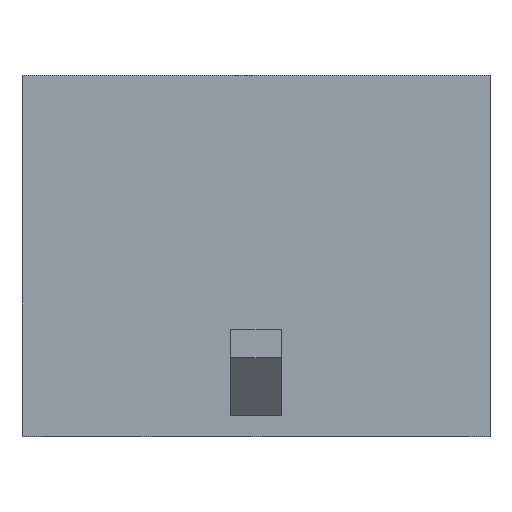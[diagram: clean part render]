
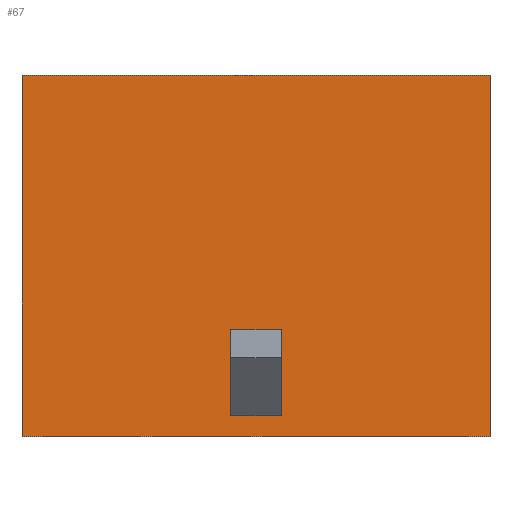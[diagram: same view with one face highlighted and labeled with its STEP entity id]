
A CAD part, top view. The second image highlights one B-rep face of the part: STEP entity #67.
In plain terms, the highlighted planar face has unit normal (0, 0, 1).
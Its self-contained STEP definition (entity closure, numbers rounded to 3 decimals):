
#67=ADVANCED_FACE('',(#232,#233),#234,.T.);
#232=FACE_OUTER_BOUND('',#535,.T.);
#233=FACE_BOUND('',#536,.T.);
#234=PLANE('',#537);
#535=EDGE_LOOP('',(#937,#938,#939,#940));
#536=EDGE_LOOP('',(#941,#942,#943,#944));
#537=AXIS2_PLACEMENT_3D('',#945,#946,#947);
#937=ORIENTED_EDGE('',*,*,#1992,.T.);
#938=ORIENTED_EDGE('',*,*,#1951,.T.);
#939=ORIENTED_EDGE('',*,*,#1993,.T.);
#940=ORIENTED_EDGE('',*,*,#1994,.T.);
#941=ORIENTED_EDGE('',*,*,#1995,.T.);
#942=ORIENTED_EDGE('',*,*,#1996,.T.);
#943=ORIENTED_EDGE('',*,*,#1997,.F.);
#944=ORIENTED_EDGE('',*,*,#1998,.F.);
#945=CARTESIAN_POINT('',(0.0,0.0,3.86));
#946=DIRECTION('',(0.0,0.0,1.0));
#947=DIRECTION('',(1.0,0.0,0.0));
#1951=EDGE_CURVE('',#2323,#2321,#2324,.T.);
#1992=EDGE_CURVE('',#2397,#2323,#2398,.T.);
#1993=EDGE_CURVE('',#2321,#2399,#2400,.T.);
#1994=EDGE_CURVE('',#2399,#2397,#2401,.T.);
#1995=EDGE_CURVE('',#2402,#2403,#2404,.T.);
#1996=EDGE_CURVE('',#2403,#2405,#2406,.T.);
#1997=EDGE_CURVE('',#2407,#2405,#2408,.T.);
#1998=EDGE_CURVE('',#2402,#2407,#2409,.T.);
#2321=VERTEX_POINT('',#2957);
#2323=VERTEX_POINT('',#2960);
#2324=LINE('',#2961,#2962);
#2397=VERTEX_POINT('',#3131);
#2398=LINE('',#3132,#3133);
#2399=VERTEX_POINT('',#3134);
#2400=LINE('',#3135,#3136);
#2401=LINE('',#3137,#3138);
#2402=VERTEX_POINT('',#3139);
#2403=VERTEX_POINT('',#3140);
#2404=LINE('',#3141,#3142);
#2405=VERTEX_POINT('',#3143);
#2406=LINE('',#3144,#3145);
#2407=VERTEX_POINT('',#3146);
#2408=LINE('',#3147,#3148);
#2409=LINE('',#3149,#3150);
#2957=CARTESIAN_POINT('',(6.425,-4.955,3.86));
#2960=CARTESIAN_POINT('',(-6.425,-4.955,3.86));
#2961=CARTESIAN_POINT('',(-6.425,-4.955,3.86));
#2962=VECTOR('',#3851,1.0);
#3131=CARTESIAN_POINT('',(-6.425,4.955,3.86));
#3132=CARTESIAN_POINT('',(-6.425,4.955,3.86));
#3133=VECTOR('',#3896,1.0);
#3134=CARTESIAN_POINT('',(6.425,4.955,3.86));
#3135=CARTESIAN_POINT('',(6.425,-4.955,3.86));
#3136=VECTOR('',#3897,1.0);
#3137=CARTESIAN_POINT('',(6.425,4.955,3.86));
#3138=VECTOR('',#3898,1.0);
#3139=CARTESIAN_POINT('',(0.7,-4.395,3.86));
#3140=CARTESIAN_POINT('',(-0.7,-4.395,3.86));
#3141=CARTESIAN_POINT('',(0.7,-4.395,3.86));
#3142=VECTOR('',#3899,1.0);
#3143=CARTESIAN_POINT('',(-0.7,-2.035,3.86));
#3144=CARTESIAN_POINT('',(-0.7,-4.395,3.86));
#3145=VECTOR('',#3900,1.0);
#3146=CARTESIAN_POINT('',(0.7,-2.035,3.86));
#3147=CARTESIAN_POINT('',(0.7,-2.035,3.86));
#3148=VECTOR('',#3901,1.0);
#3149=CARTESIAN_POINT('',(0.7,-4.395,3.86));
#3150=VECTOR('',#3902,1.0);
#3851=DIRECTION('',(1.0,0.,0.0));
#3896=DIRECTION('',(0.,-1.0,0.0));
#3897=DIRECTION('',(0.,1.0,0.0));
#3898=DIRECTION('',(-1.0,0.,0.0));
#3899=DIRECTION('',(-1.0,0.0,0.0));
#3900=DIRECTION('',(0.0,1.0,0.));
#3901=DIRECTION('',(-1.0,0.0,0.0));
#3902=DIRECTION('',(0.0,1.0,0.));
